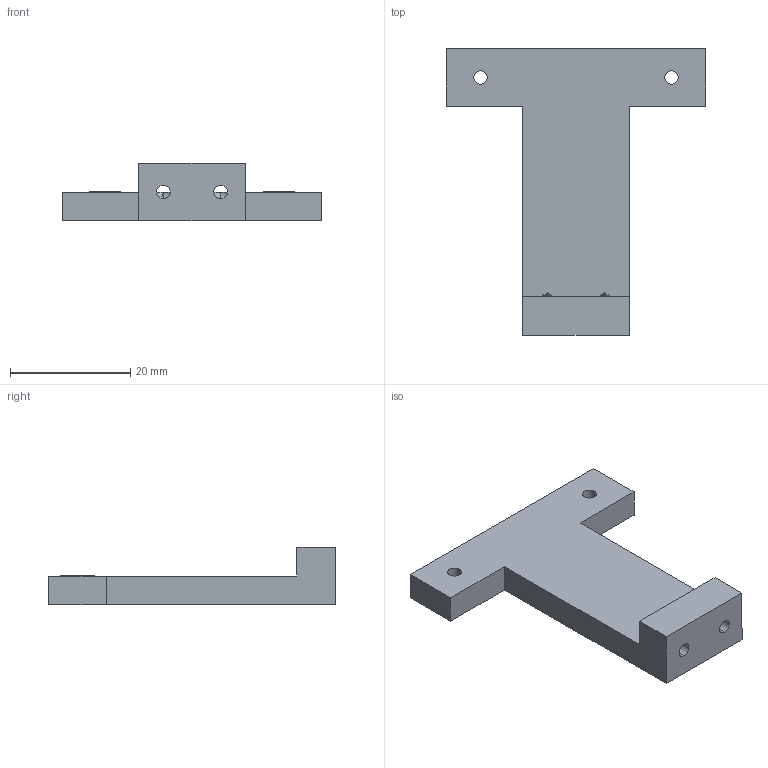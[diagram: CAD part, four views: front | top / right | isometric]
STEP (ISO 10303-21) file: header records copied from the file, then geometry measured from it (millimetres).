
FILE_DESCRIPTION (( 'STEP AP203' ), '1' );
FILE_NAME ('cold-box-standoff-T.STEP', '2024-07-12T21:23:24', ( '' ), ( '' ), 'SwSTEP 2.0', 'SolidWorks 2023', '' );
FILE_SCHEMA (( 'CONFIG_CONTROL_DESIGN' ));
Length unit declared in the file: inch
Products named in the file (1): cold-box-standoff-T
Bounding box: 43.18 x 47.62 x 9.53 mm (x, y, z)
Volume: 5632.6 mm3; surface area: 3405.1 mm2
Topology: 1 solids, 1 shells, 24 faces, 70 edges, 42 vertices
Faces by surface type: plane 12, cylinder 8, cone 4
Entity records: 857 total; most frequent: DIRECTION 136, CARTESIAN_POINT 133, ORIENTED_EDGE 132, EDGE_CURVE 66, LINE 46, VECTOR 46, AXIS2_PLACEMENT_3D 45, VERTEX_POINT 42
